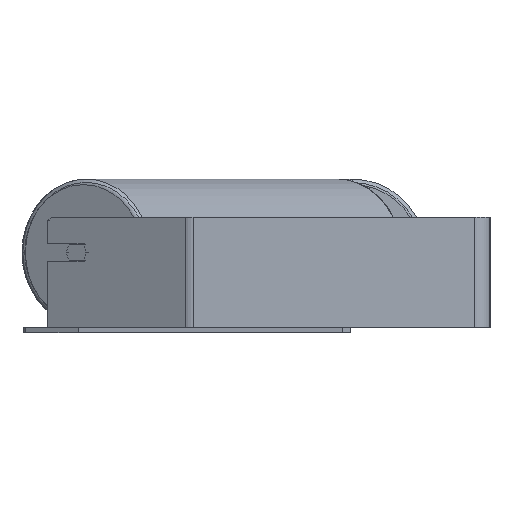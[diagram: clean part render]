
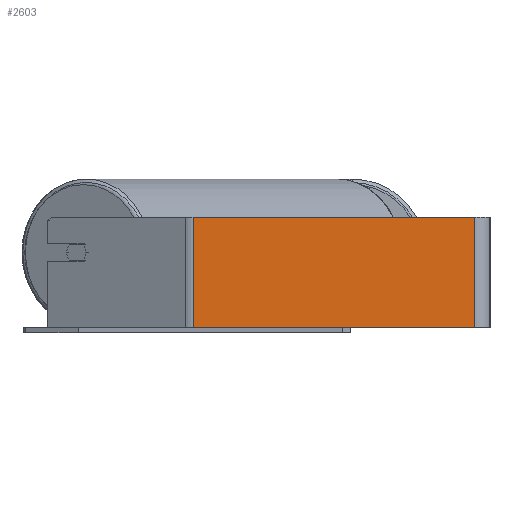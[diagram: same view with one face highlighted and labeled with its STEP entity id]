
A CAD part, left-side view. The second image highlights one B-rep face of the part: STEP entity #2603.
In plain terms, the highlighted planar face has unit normal (-1, 0, 0).
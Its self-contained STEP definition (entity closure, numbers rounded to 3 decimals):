
#280 = CARTESIAN_POINT ( 'NONE',  ( -745., 14., -50. ) ) ;
#1185 = VECTOR ( 'NONE', #1811, 1000. ) ;
#1198 = DIRECTION ( 'NONE',  ( 0., 0., -1. ) ) ;
#1529 = EDGE_CURVE ( 'NONE', #1846, #6758, #1755, .T. ) ;
#1755 = LINE ( 'NONE', #2507, #3845 ) ;
#1803 = DIRECTION ( 'NONE',  ( 0., -1., 0. ) ) ;
#1811 = DIRECTION ( 'NONE',  ( 0., 0., -1. ) ) ;
#1846 = VERTEX_POINT ( 'NONE', #8630 ) ;
#1905 = LINE ( 'NONE', #3369, #6271 ) ;
#1997 = VERTEX_POINT ( 'NONE', #280 ) ;
#2135 = FACE_OUTER_BOUND ( 'NONE', #7714, .T. ) ;
#2184 = DIRECTION ( 'NONE',  ( 0., -1., 0. ) ) ;
#2507 = CARTESIAN_POINT ( 'NONE',  ( -745., 272.769, 50. ) ) ;
#2603 = ADVANCED_FACE ( 'NONE', ( #2135 ), #5035, .F. ) ;
#3014 = CARTESIAN_POINT ( 'NONE',  ( -745., 272.769, -50. ) ) ;
#3182 = ORIENTED_EDGE ( 'NONE', *, *, #4898, .F. ) ;
#3206 = CARTESIAN_POINT ( 'NONE',  ( -745., 14., 50. ) ) ;
#3369 = CARTESIAN_POINT ( 'NONE',  ( -745., 269.018, 50. ) ) ;
#3429 = VECTOR ( 'NONE', #2184, 1000. ) ;
#3657 = EDGE_CURVE ( 'NONE', #8355, #1997, #8693, .T. ) ;
#3845 = VECTOR ( 'NONE', #1803, 1000. ) ;
#4236 = ORIENTED_EDGE ( 'NONE', *, *, #3657, .T. ) ;
#4898 = EDGE_CURVE ( 'NONE', #6758, #1997, #8001, .T. ) ;
#5035 = PLANE ( 'NONE',  #9025 ) ;
#5070 = EDGE_CURVE ( 'NONE', #1846, #8355, #1905, .T. ) ;
#6271 = VECTOR ( 'NONE', #1198, 1000. ) ;
#6550 = CARTESIAN_POINT ( 'NONE',  ( -745., 269.018, -50. ) ) ;
#6758 = VERTEX_POINT ( 'NONE', #3206 ) ;
#7108 = ORIENTED_EDGE ( 'NONE', *, *, #5070, .T. ) ;
#7714 = EDGE_LOOP ( 'NONE', ( #4236, #3182, #8026, #7108 ) ) ;
#7939 = DIRECTION ( 'NONE',  ( 1., 0., 0. ) ) ;
#7993 = DIRECTION ( 'NONE',  ( 0., 0., -1. ) ) ;
#8001 = LINE ( 'NONE', #8269, #1185 ) ;
#8026 = ORIENTED_EDGE ( 'NONE', *, *, #1529, .F. ) ;
#8269 = CARTESIAN_POINT ( 'NONE',  ( -745., 14., 50. ) ) ;
#8355 = VERTEX_POINT ( 'NONE', #6550 ) ;
#8630 = CARTESIAN_POINT ( 'NONE',  ( -745., 269.018, 50. ) ) ;
#8693 = LINE ( 'NONE', #3014, #3429 ) ;
#8737 = CARTESIAN_POINT ( 'NONE',  ( -745., 272.769, 50. ) ) ;
#9025 = AXIS2_PLACEMENT_3D ( 'NONE', #8737, #7939, #7993 ) ;
